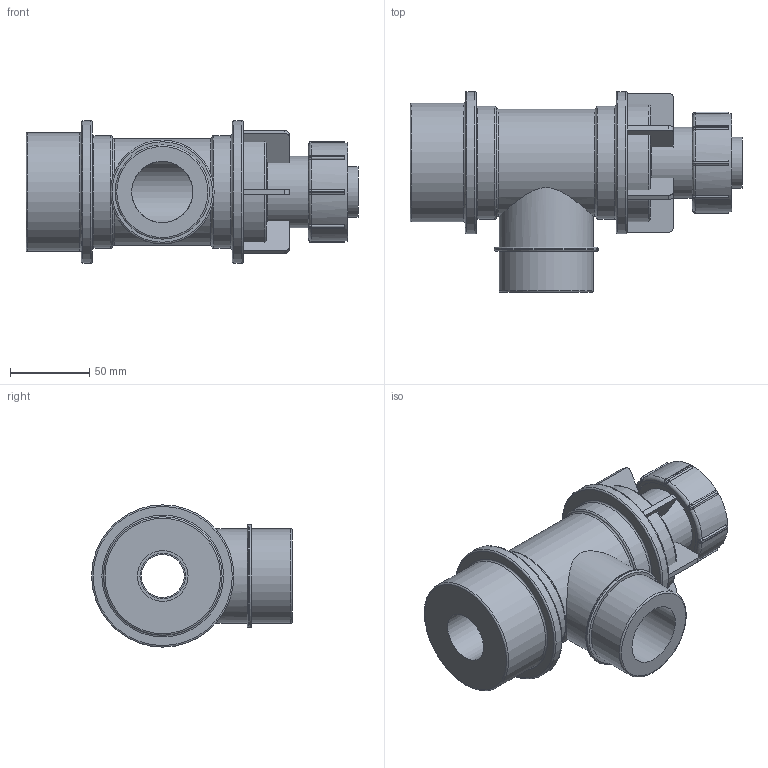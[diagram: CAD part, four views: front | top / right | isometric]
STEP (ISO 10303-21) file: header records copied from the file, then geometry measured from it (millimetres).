
FILE_DESCRIPTION(/* description */ ('PLASSON MODULAR TEE 50-2"-32'),/* implementation_level */ '2;1');
FILE_NAME(/* name */ '0787L605032020.ipt.stp',/* time_stamp */ '2018-04-09T13:01:48+03:00',/* author */ ('KIM'),/* organization */ (''),/* preprocessor_version */ 'ST-DEVELOPER v15.6',/* originating_system */ 'Autodesk Inventor 2015',/* authorisation */ '');
FILE_SCHEMA (('AUTOMOTIVE_DESIGN { 1 0 10303 214 3 1 1 }'));
Length unit declared in the file: millimetre
Products named in the file (1): 0787L605032020
Bounding box: 210 x 127 x 90 mm (x, y, z)
Volume: 670991.1 mm3; surface area: 118374.9 mm2
Topology: 8 solids, 8 shells, 212 faces, 483 edges, 302 vertices
Faces by surface type: plane 86, cylinder 69, bspline 32, torus 25
Full cylindrical faces by diameter (mm): 27.2 x1, 28.8 x2, 32 x2, 38.749 x2, 40.32 x1, 45 x1, 54.4 x1, 58.88 x1, 59.614 x2, 62.08 x1, 65.575 x1, 67.5 x1, 71.25 x2, 75 x2, 90 x2
Entity records: 6307 total; most frequent: CARTESIAN_POINT 1771, DIRECTION 948, ORIENTED_EDGE 872, EDGE_CURVE 436, AXIS2_PLACEMENT_3D 383, VERTEX_POINT 294, EDGE_LOOP 272, FACE_OUTER_BOUND 212
